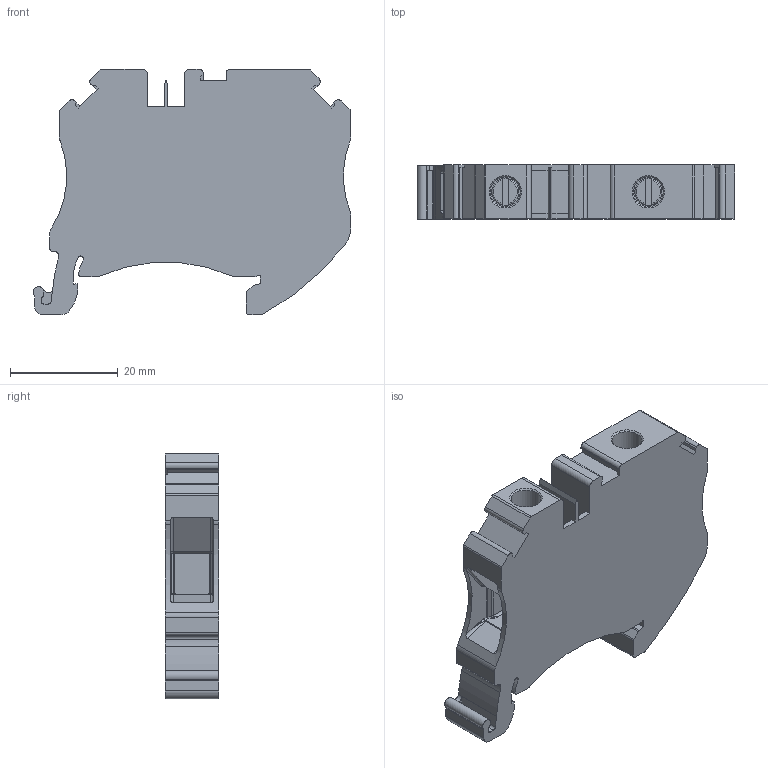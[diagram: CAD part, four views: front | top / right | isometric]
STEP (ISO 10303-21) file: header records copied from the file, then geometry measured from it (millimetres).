
FILE_DESCRIPTION(/* description */ ('Unknown'),/* implementation_level */ '2;1');
FILE_NAME(/* name */ 'TQ10_3D_SOLID',/* time_stamp */ '2021-04-28T12:36:37+05:00',/* author */ ('Unknown'),/* organization */ ('Unknown'),/* preprocessor_version */ 'ST-DEVELOPER v16.7',/* originating_system */ 'DEX',/* authorisation */ $);
FILE_SCHEMA (('AUTOMOTIVE_DESIGN {1 0 10303 214 3 1 1}'));
Length unit declared in the file: millimetre
Products named in the file (1): TQ10_SOLID
Bounding box: 58.85 x 10 x 45.5 mm (x, y, z)
Volume: 16339 mm3; surface area: 8402.2 mm2
Topology: 1 solids, 1 shells, 239 faces, 661 edges, 420 vertices
Faces by surface type: plane 115, cylinder 95, bspline 17, torus 7, sphere 3, cone 2
Full cylindrical faces by diameter (mm): 4 x2, 5 x2, 5.5 x2
Entity records: 9404 total; most frequent: CARTESIAN_POINT 1669, ORIENTED_EDGE 1276, DIRECTION 1263, EDGE_CURVE 638, AXIS2_PLACEMENT_3D 434, VERTEX_POINT 417, LINE 395, VECTOR 395
